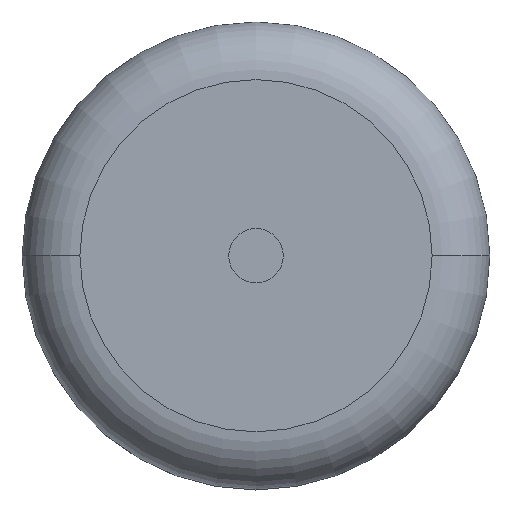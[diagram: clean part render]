
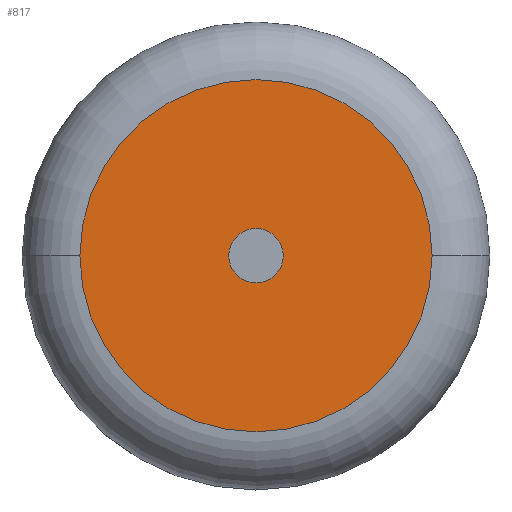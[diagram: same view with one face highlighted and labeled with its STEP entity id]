
A CAD part, top view. The second image highlights one B-rep face of the part: STEP entity #817.
In plain terms, the highlighted planar face has unit normal (0, 0, 1).
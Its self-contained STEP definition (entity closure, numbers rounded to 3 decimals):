
#14 = EDGE_CURVE ( 'NONE', #779, #524, #332, .T. ) ;
#23 = EDGE_CURVE ( 'NONE', #524, #779, #705, .T. ) ;
#57 = DIRECTION ( 'NONE',  ( 1., 0., 0. ) ) ;
#94 = EDGE_CURVE ( 'NONE', #433, #245, #891, .T. ) ;
#125 = DIRECTION ( 'NONE',  ( 0., 0., 1. ) ) ;
#127 = CARTESIAN_POINT ( 'NONE',  ( 2.5, 0., 6.53 ) ) ;
#129 = FACE_OUTER_BOUND ( 'NONE', #865, .T. ) ;
#138 = DIRECTION ( 'NONE',  ( 1., 0., 0. ) ) ;
#151 = ORIENTED_EDGE ( 'NONE', *, *, #94, .T. ) ;
#195 = DIRECTION ( 'NONE',  ( 0., 0., 1. ) ) ;
#200 = DIRECTION ( 'NONE',  ( 0., 0., 1. ) ) ;
#245 = VERTEX_POINT ( 'NONE', #840 ) ;
#325 = FACE_BOUND ( 'NONE', #723, .T. ) ;
#332 = CIRCLE ( 'NONE', #354, 0.699 ) ;
#333 = CARTESIAN_POINT ( 'NONE',  ( 3.199, 0., 6.53 ) ) ;
#354 = AXIS2_PLACEMENT_3D ( 'NONE', #877, #747, #657 ) ;
#378 = DIRECTION ( 'NONE',  ( 0., 0., 1. ) ) ;
#394 = DIRECTION ( 'NONE',  ( 1., 0., 0. ) ) ;
#433 = VERTEX_POINT ( 'NONE', #670 ) ;
#524 = VERTEX_POINT ( 'NONE', #333 ) ;
#564 = AXIS2_PLACEMENT_3D ( 'NONE', #753, #195, #627 ) ;
#582 = CIRCLE ( 'NONE', #700, 4.519 ) ;
#614 = CARTESIAN_POINT ( 'NONE',  ( 1.801, 0., 6.53 ) ) ;
#627 = DIRECTION ( 'NONE',  ( 1., 0., 0. ) ) ;
#657 = DIRECTION ( 'NONE',  ( 1., 0., 0. ) ) ;
#670 = CARTESIAN_POINT ( 'NONE',  ( 7.019, 0., 6.53 ) ) ;
#700 = AXIS2_PLACEMENT_3D ( 'NONE', #127, #378, #57 ) ;
#705 = CIRCLE ( 'NONE', #794, 0.699 ) ;
#723 = EDGE_LOOP ( 'NONE', ( #889, #795 ) ) ;
#732 = ORIENTED_EDGE ( 'NONE', *, *, #853, .T. ) ;
#747 = DIRECTION ( 'NONE',  ( 0., 0., 1. ) ) ;
#753 = CARTESIAN_POINT ( 'NONE',  ( 2.5, 0., 6.53 ) ) ;
#754 = PLANE ( 'NONE',  #785 ) ;
#757 = CARTESIAN_POINT ( 'NONE',  ( 8.5, 0., 6.53 ) ) ;
#779 = VERTEX_POINT ( 'NONE', #614 ) ;
#785 = AXIS2_PLACEMENT_3D ( 'NONE', #757, #200, #138 ) ;
#794 = AXIS2_PLACEMENT_3D ( 'NONE', #871, #125, #394 ) ;
#795 = ORIENTED_EDGE ( 'NONE', *, *, #14, .F. ) ;
#817 = ADVANCED_FACE ( 'NONE', ( #325, #129 ), #754, .T. ) ;
#840 = CARTESIAN_POINT ( 'NONE',  ( -2.019, 0., 6.53 ) ) ;
#853 = EDGE_CURVE ( 'NONE', #245, #433, #582, .T. ) ;
#865 = EDGE_LOOP ( 'NONE', ( #151, #732 ) ) ;
#871 = CARTESIAN_POINT ( 'NONE',  ( 2.5, 0., 6.53 ) ) ;
#877 = CARTESIAN_POINT ( 'NONE',  ( 2.5, 0., 6.53 ) ) ;
#889 = ORIENTED_EDGE ( 'NONE', *, *, #23, .F. ) ;
#891 = CIRCLE ( 'NONE', #564, 4.519 ) ;
